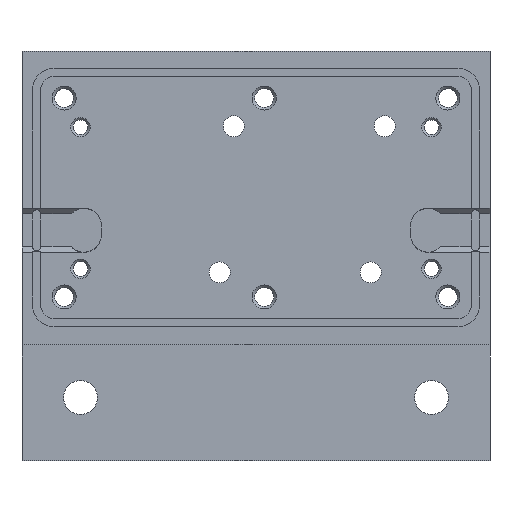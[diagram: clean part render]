
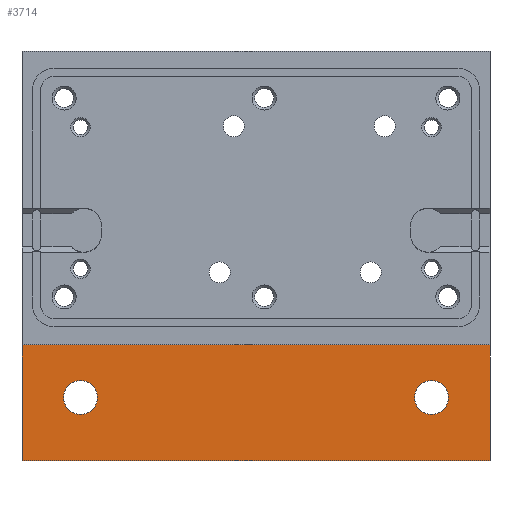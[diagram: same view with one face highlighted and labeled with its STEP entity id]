
A CAD part, front view. The second image highlights one B-rep face of the part: STEP entity #3714.
In plain terms, the highlighted planar face has unit normal (0, -1, 0).
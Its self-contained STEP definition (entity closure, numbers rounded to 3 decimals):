
#55 = ORIENTED_EDGE ( 'NONE', *, *, #1656, .F. ) ;
#121 = DIRECTION ( 'NONE',  ( 0., 0., 1. ) ) ;
#144 = ORIENTED_EDGE ( 'NONE', *, *, #4852, .F. ) ;
#220 = DIRECTION ( 'NONE',  ( 0., 0., 1. ) ) ;
#366 = DIRECTION ( 'NONE',  ( 0., 0., 1. ) ) ;
#668 = FACE_BOUND ( 'NONE', #5127, .T. ) ;
#694 = ORIENTED_EDGE ( 'NONE', *, *, #5847, .F. ) ;
#797 = VERTEX_POINT ( 'NONE', #3385 ) ;
#1060 = EDGE_LOOP ( 'NONE', ( #1140, #694, #144, #55 ) ) ;
#1140 = ORIENTED_EDGE ( 'NONE', *, *, #1332, .T. ) ;
#1309 = CARTESIAN_POINT ( 'NONE',  ( 40., -5.7, -35. ) ) ;
#1332 = EDGE_CURVE ( 'NONE', #2735, #4834, #2019, .T. ) ;
#1599 = CARTESIAN_POINT ( 'NONE',  ( 40., -5.7, -35. ) ) ;
#1656 = EDGE_CURVE ( 'NONE', #2735, #2503, #2626, .T. ) ;
#1712 = VECTOR ( 'NONE', #4007, 1000. ) ;
#1839 = DIRECTION ( 'NONE',  ( 0., 0., 1. ) ) ;
#1962 = FACE_BOUND ( 'NONE', #3736, .T. ) ;
#1992 = CARTESIAN_POINT ( 'NONE',  ( 5., -5.7, -28.15 ) ) ;
#2019 = LINE ( 'NONE', #1309, #1712 ) ;
#2086 = VECTOR ( 'NONE', #5948, 1000. ) ;
#2093 = EDGE_CURVE ( 'NONE', #797, #797, #5641, .T. ) ;
#2223 = ORIENTED_EDGE ( 'NONE', *, *, #2093, .T. ) ;
#2325 = VERTEX_POINT ( 'NONE', #1992 ) ;
#2457 = VERTEX_POINT ( 'NONE', #4582 ) ;
#2503 = VERTEX_POINT ( 'NONE', #2657 ) ;
#2626 = LINE ( 'NONE', #5941, #4937 ) ;
#2652 = CIRCLE ( 'NONE', #3753, 1.45 ) ;
#2657 = CARTESIAN_POINT ( 'NONE',  ( 0., -5.7, -35. ) ) ;
#2707 = LINE ( 'NONE', #3122, #3021 ) ;
#2735 = VERTEX_POINT ( 'NONE', #1599 ) ;
#2987 = DIRECTION ( 'NONE',  ( -1., 0., 0. ) ) ;
#3021 = VECTOR ( 'NONE', #220, 1000. ) ;
#3048 = DIRECTION ( 'NONE',  ( 0., 1., 0. ) ) ;
#3122 = CARTESIAN_POINT ( 'NONE',  ( 0., -5.7, -35. ) ) ;
#3280 = DIRECTION ( 'NONE',  ( 0., 1., 0. ) ) ;
#3385 = CARTESIAN_POINT ( 'NONE',  ( 35., -5.7, -28.15 ) ) ;
#3714 = ADVANCED_FACE ( 'NONE', ( #1962, #668, #4567 ), #3784, .F. ) ;
#3736 = EDGE_LOOP ( 'NONE', ( #2223 ) ) ;
#3753 = AXIS2_PLACEMENT_3D ( 'NONE', #6011, #3048, #121 ) ;
#3784 = PLANE ( 'NONE',  #4273 ) ;
#4007 = DIRECTION ( 'NONE',  ( 0., 0., 1. ) ) ;
#4263 = EDGE_CURVE ( 'NONE', #2325, #2325, #2652, .T. ) ;
#4273 = AXIS2_PLACEMENT_3D ( 'NONE', #6246, #4777, #1839 ) ;
#4567 = FACE_OUTER_BOUND ( 'NONE', #1060, .T. ) ;
#4582 = CARTESIAN_POINT ( 'NONE',  ( 0., -5.7, -25.1 ) ) ;
#4777 = DIRECTION ( 'NONE',  ( 0., 1., 0. ) ) ;
#4834 = VERTEX_POINT ( 'NONE', #5592 ) ;
#4852 = EDGE_CURVE ( 'NONE', #2503, #2457, #2707, .T. ) ;
#4856 = AXIS2_PLACEMENT_3D ( 'NONE', #6247, #3280, #366 ) ;
#4937 = VECTOR ( 'NONE', #2987, 1000. ) ;
#4966 = ORIENTED_EDGE ( 'NONE', *, *, #4263, .T. ) ;
#5127 = EDGE_LOOP ( 'NONE', ( #4966 ) ) ;
#5448 = CARTESIAN_POINT ( 'NONE',  ( 0., -5.7, -25.1 ) ) ;
#5592 = CARTESIAN_POINT ( 'NONE',  ( 40., -5.7, -25.1 ) ) ;
#5641 = CIRCLE ( 'NONE', #4856, 1.45 ) ;
#5847 = EDGE_CURVE ( 'NONE', #2457, #4834, #6022, .T. ) ;
#5941 = CARTESIAN_POINT ( 'NONE',  ( 40., -5.7, -35. ) ) ;
#5948 = DIRECTION ( 'NONE',  ( 1., 0., 0. ) ) ;
#6011 = CARTESIAN_POINT ( 'NONE',  ( 5., -5.7, -29.6 ) ) ;
#6022 = LINE ( 'NONE', #5448, #2086 ) ;
#6246 = CARTESIAN_POINT ( 'NONE',  ( 40., -5.7, -35. ) ) ;
#6247 = CARTESIAN_POINT ( 'NONE',  ( 35., -5.7, -29.6 ) ) ;
